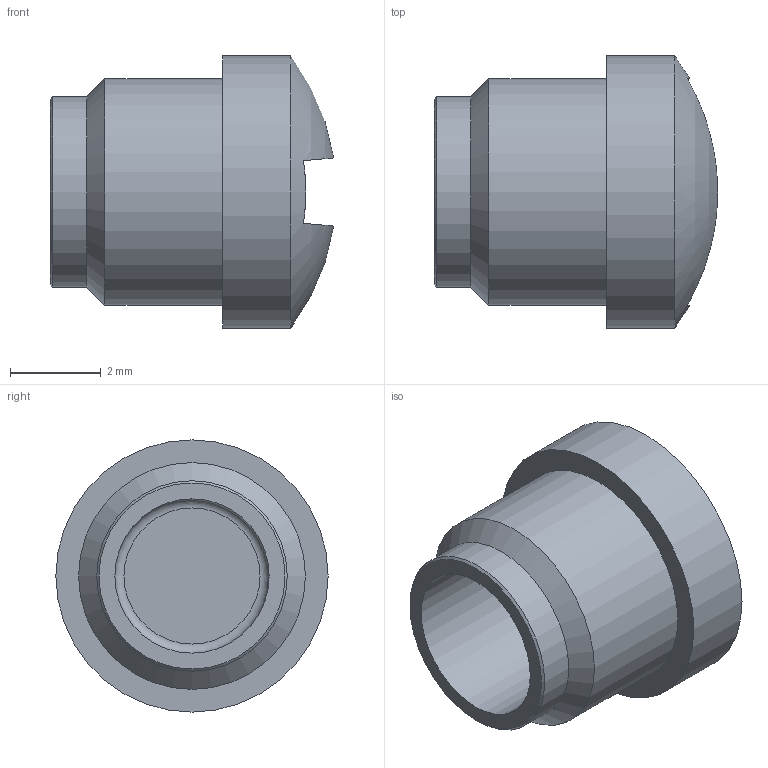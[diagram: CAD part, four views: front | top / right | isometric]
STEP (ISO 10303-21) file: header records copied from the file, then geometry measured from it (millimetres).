
FILE_DESCRIPTION(/* description */ (''),/* implementation_level */ '2;1');
FILE_NAME(/* name */ '08_2610_000_000_001_00.stp',/* time_stamp */ '2014-04-03T08:42:35+02:00',/* author */ (''),/* organization */ (''),/* preprocessor_version */ 'ST-DEVELOPER v14',/* originating_system */ 'SIEMENS PLM Software NX 8.0',/* authorisation */ '');
FILE_SCHEMA (('AUTOMOTIVE_DESIGN { 1 0 10303 214 3 1 1 1 }'));
Length unit declared in the file: millimetre
Products named in the file (1): cerl017465C4fyv0
Bounding box: 6.24 x 6 x 6 mm (x, y, z)
Volume: 77 mm3; surface area: 198.7 mm2
Topology: 1 solids, 1 shells, 17 faces, 39 edges, 26 vertices
Faces by surface type: plane 9, cylinder 4, cone 2, sphere 1, torus 1
Full cylindrical faces by diameter (mm): 3.4 x1, 4.2 x1, 5 x1, 6 x1
Entity records: 467 total; most frequent: DIRECTION 85, CARTESIAN_POINT 71, ORIENTED_EDGE 58, AXIS2_PLACEMENT_3D 38, EDGE_CURVE 29, EDGE_LOOP 27, VERTEX_POINT 24, FACE_BOUND 20
